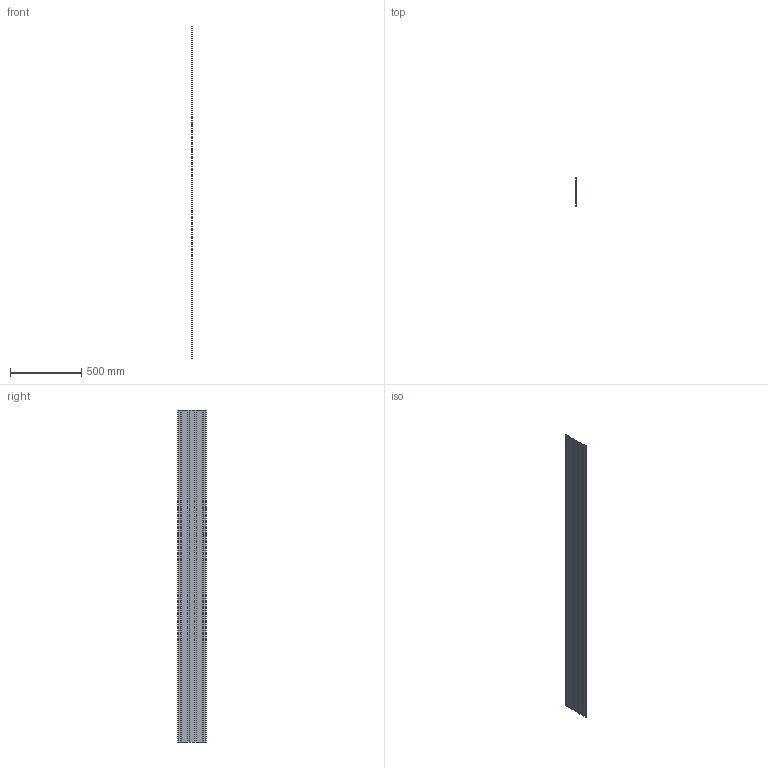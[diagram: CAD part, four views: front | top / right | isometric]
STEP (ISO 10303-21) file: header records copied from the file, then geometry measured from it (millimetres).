
FILE_DESCRIPTION (( 'STEP AP203' ), '1' );
FILE_NAME ('StyroTRIM-LGE Side Skirt.STEP', '2014-01-11T05:12:06', ( 'John Massey' ), ( 'Microsoft' ), 'SwSTEP 2.0', 'SolidWorks 2014', '' );
FILE_SCHEMA (( 'CONFIG_CONTROL_DESIGN' ));
Length unit declared in the file: millimetre
Products named in the file (1): StyroTRIM-LGE Side Skirt
Bounding box: 6 x 200 x 2324 mm (x, y, z)
Volume: 1884722.6 mm3; surface area: 999205.7 mm2
Topology: 1 solids, 1 shells, 74 faces, 216 edges, 144 vertices
Faces by surface type: plane 46, cylinder 28
Entity records: 2533 total; most frequent: CARTESIAN_POINT 435, ORIENTED_EDGE 432, DIRECTION 422, EDGE_CURVE 216, VECTOR 160, LINE 160, VERTEX_POINT 144, AXIS2_PLACEMENT_3D 131
